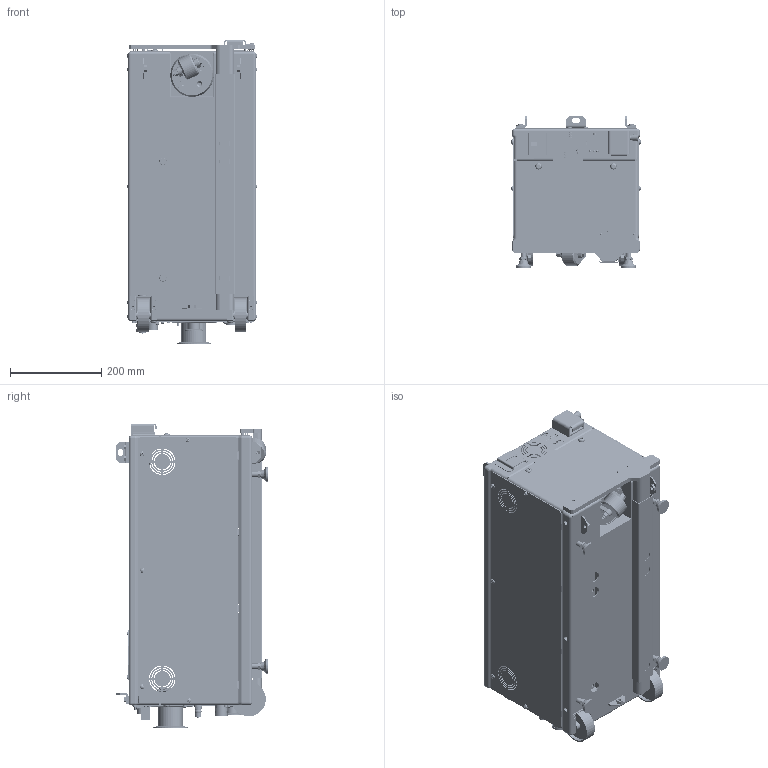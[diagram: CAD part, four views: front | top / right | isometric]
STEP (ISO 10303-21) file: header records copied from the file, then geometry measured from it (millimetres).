
FILE_DESCRIPTION((''),'2;1');
FILE_NAME('MACHINEIIPUP2_PRES2_ASPI_HOR_LI_ASM','2013-07-01T',('PPHILIPPE'),(''),'PRO/ENGINEER BY PARAMETRIC TECHNOLOGY CORPORATION, 2011490','PRO/ENGINEER BY PARAMETRIC TECHNOLOGY CORPORATION, 2011490','');
FILE_SCHEMA(('CONFIG_CONTROL_DESIGN'));
Products named in the file (98): EMBASE-IPUP-2010; RENFORT-IPUP-2010; ECROU-SOUDE-M16; U-INF-IPUP-2010; CHASSIS-IPUP_ASM; ROUE_D75; GDB-V23; ENTRETOISE-ROUE; CHC-M8X40; ECROU-HM-M8; MONT-ROUE-1-V23_ASM; ROUL-V23-PIV; PIED-ELESA-A100-ST2098; ECROU-HM-M12; PIED-ELESA-A100-EQ_ASM; VELCRO; FHC-M6X12INOX; FHC-M4X8INOX; BRAS-MANUTENTION-IPUP; CONTRE-PLAQUE-VIERGE-A100V; CBLZ-M3X10; CAPOT-AR-DUDV31; EMBASE-EQP-A180-V31_ASM; ETIQUETTE-CONST-CE-RIVET-80X14; SUPPORT-SERV-ADP100L-V33; TRAVERSEE-CLOIS-M-F-1_4-NPT-BSP; RAC-EAU-FEM-1_4; RAC-TRAV-CLOISON-FEM-SH2-62Y_ASM; RAC-EAU-MALE-1_4; RAC-TRAV-CLOISON-MALE-SH2-63Y_ASM; RAC_AD_5-4F3MXB_PARKER_NI; PUSH-LOCK_30682-5-4B-NI; SERVITUDES_A100L_ASM; CAPOT-SUP-IPUP-STD; U-SUP-IPUP-STD; U-SUP-STD; PION-PLONGEUR-SOUTHCO-561040120; U-SUP-EQP-IPUP-STD_ASM; CAPOT-SUP-IPUP_ASM; PATTE-DE-LEVAGE-A100 ...
Assembly tree (206 placements, depth 6):
  MACHINEIIPUP2_PRES2_ASPI_HOR_LI_ASM
    CHASSIS-EQP-IPUP2-PRES2-HOR_ASM
      EMBASE-EQP-A180-V31_ASM
        CHASSIS-IPUP_ASM
          EMBASE-IPUP-2010
          RENFORT-IPUP-2010
          ECROU-SOUDE-M16  x4
          U-INF-IPUP-2010
        MONT-ROUE-1-V23_ASM  x2
          ROUE_D75
          GDB-V23
          ENTRETOISE-ROUE
          CHC-M8X40
          ECROU-HM-M8
        ROUL-V23-PIV
        PIED-ELESA-A100-EQ_ASM  x4
          PIED-ELESA-A100-ST2098
          ECROU-HM-M12
        VELCRO  x4
        FHC-M6X12INOX  x3
        FHC-M4X8INOX  x8
        BRAS-MANUTENTION-IPUP
        CONTRE-PLAQUE-VIERGE-A100V
        CBLZ-M3X10  x4
        CAPOT-AR-DUDV31
      ETIQUETTE-CONST-CE-RIVET-80X14
      SERVITUDES_A100L_ASM
        SUPPORT-SERV-ADP100L-V33
        RAC-TRAV-CLOISON-FEM-SH2-62Y_ASM
          TRAVERSEE-CLOIS-M-F-1_4-NPT-BSP
          RAC-EAU-FEM-1_4
        RAC-TRAV-CLOISON-MALE-SH2-63Y_ASM
          TRAVERSEE-CLOIS-M-F-1_4-NPT-BSP
          RAC-EAU-MALE-1_4
        RAC_AD_5-4F3MXB_PARKER_NI  x2
        PUSH-LOCK_30682-5-4B-NI  x2
      CAPOT-SUP-IPUP2-STD-BT_ASM
        CAPOT-SUP-IPUP_ASM
          CAPOT-SUP-IPUP-STD
          U-SUP-EQP-IPUP-STD_ASM
            U-SUP-IPUP-STD
            U-SUP-STD
            PION-PLONGEUR-SOUTHCO-561040120
        PATTE-STACK-EQUIP_ASM  x3
          PATTE-DE-LEVAGE-A100
          RONDELLE_L6
          H-M6X20-8_8
        DISJONCT-BT-V361_ASM
          SUPPORT-DISJ-A100-BT-V361
          DISJONCTEUR_A100BT_3130
          PROTECT-INTER-BT-V361
          ECROU_TWOLOCK-NOMEL-M4  x2
        PCB-REMOTE-IPUP-EQP_ASM
          PCB-CARTE-VOYANTS-REMOTE-IPUP
          SWITCH-S202031MS02Q
          COMPTEUR-HORAIRE-IPUP-CURTIS
          LED-5-IPUP
          LED-5-IPUP-ORANGE
          LED-5-IPUP-VERT
          430451012
Bounding box: 284.31 x 333 x 667.15 mm (x, y, z)
Volume: 5473319.2 mm3; surface area: 2758860.1 mm2
Topology: 200 solids, 200 shells, 10506 faces, 25554 edges, 16264 vertices
Faces by surface type: plane 5875, cylinder 2977, cone 832, extrusion 475, torus 190, sphere 136, bspline 21
Entity records: 186035 total; most frequent: CARTESIAN_POINT 37455, ORIENTED_EDGE 30216, DIRECTION 30144, EDGE_CURVE 15108, VECTOR 10262, AXIS2_PLACEMENT_3D 9941, VERTEX_POINT 9838, LINE 9787
